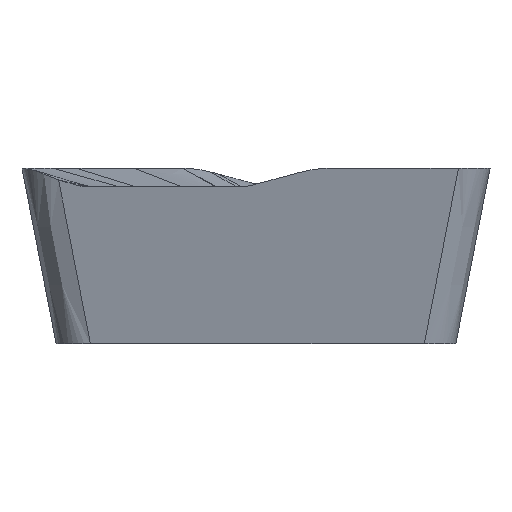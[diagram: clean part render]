
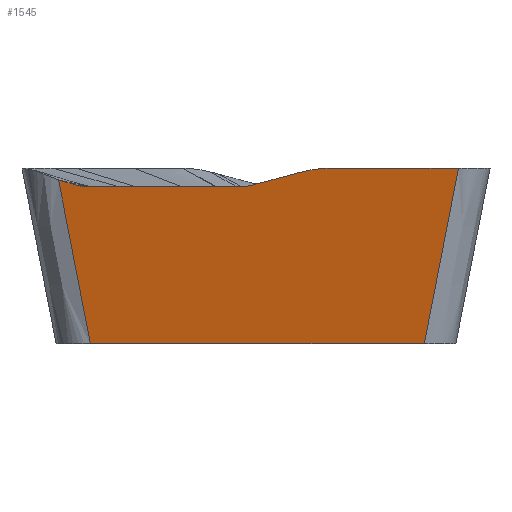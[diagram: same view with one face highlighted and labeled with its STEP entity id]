
A CAD part, left-side view. The second image highlights one B-rep face of the part: STEP entity #1545.
In plain terms, the highlighted planar face has unit normal (-0.979, 0.069, -0.191).
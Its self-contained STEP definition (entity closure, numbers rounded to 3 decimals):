
#366=DIRECTION('',(-0.07,-0.998,0.));
#367=VECTOR('',#366,4.108);
#368=CARTESIAN_POINT('',(-6.751,4.561,-0.5));
#369=LINE('',#368,#367);
#389=CARTESIAN_POINT('',(-6.976,4.577,0.659));
#390=DIRECTION('',(0.979,-0.068,0.191));
#391=DIRECTION('',(0.19,-0.013,-0.982));
#392=AXIS2_PLACEMENT_3D('',#389,#390,#391);
#397=DIRECTION('',(-0.07,-0.998,0.));
#398=VECTOR('',#397,9.084);
#399=CARTESIAN_POINT('',(-5.926,4.495,-4.76));
#400=LINE('',#399,#398);
#404=CARTESIAN_POINT('',(-5.926,4.495,-4.76));
#405=CARTESIAN_POINT('',(-6.194,4.783,-3.278));
#406=CARTESIAN_POINT('',(-6.463,5.071,-1.797));
#407=CARTESIAN_POINT('',(-6.731,5.359,
-0.315));
#412=CARTESIAN_POINT('',(-6.559,-4.568,-4.76));
#413=CARTESIAN_POINT('',(-6.89,-4.876,
-3.173));
#414=CARTESIAN_POINT('',(-7.221,-5.184,
-1.587));
#415=CARTESIAN_POINT('',(-7.552,-5.493,
0.));
#730=DIRECTION('',(0.07,0.998,0.));
#731=VECTOR('',#730,0.609);
#732=CARTESIAN_POINT('',(-7.552,-5.493,
0.));
#733=LINE('',#732,#731);
#744=DIRECTION('',(0.07,0.998,0.));
#745=VECTOR('',#744,1.589);
#746=CARTESIAN_POINT('',(-7.509,-4.886,0.));
#747=LINE('',#746,#745);
#758=DIRECTION('',(0.07,0.998,0.));
#759=VECTOR('',#758,1.308);
#760=CARTESIAN_POINT('',(-7.398,-3.3,0.));
#761=LINE('',#760,#759);
#772=CARTESIAN_POINT('',(-7.307,-1.995,0.));
#773=CARTESIAN_POINT('',(-7.307,-1.992,0.));
#774=CARTESIAN_POINT('',(-7.306,-1.988,
0.));
#775=CARTESIAN_POINT('',(-7.306,-1.984,
0.));
#787=CARTESIAN_POINT('',(-7.306,-1.984,
0.));
#788=CARTESIAN_POINT('',(-7.302,-1.923,
0.));
#789=CARTESIAN_POINT('',(-7.292,-1.796,
-0.005));
#790=CARTESIAN_POINT('',(-7.275,-1.605,
-0.024));
#791=CARTESIAN_POINT('',(-7.255,-1.412,
-0.056));
#792=CARTESIAN_POINT('',(-7.241,-1.285,
-0.085));
#793=CARTESIAN_POINT('',(-7.233,-1.222,
-0.102));
#805=DIRECTION('',(0.117,0.959,-0.258));
#806=VECTOR('',#805,0.216);
#807=CARTESIAN_POINT('',(-7.233,-1.222,
-0.102));
#808=LINE('',#807,#806);
#819=DIRECTION('',(0.117,0.959,-0.258));
#820=VECTOR('',#819,0.837);
#821=CARTESIAN_POINT('',(-7.208,-1.015,
-0.158));
#822=LINE('',#821,#820);
#833=DIRECTION('',(0.117,0.959,-0.258));
#834=VECTOR('',#833,0.284);
#835=CARTESIAN_POINT('',(-7.109,-0.212,
-0.375));
#836=LINE('',#835,#834);
#847=CARTESIAN_POINT('',(-7.076,0.06,
-0.448));
#848=CARTESIAN_POINT('',(-7.071,0.102,
-0.459));
#849=CARTESIAN_POINT('',(-7.061,0.187,
-0.478));
#850=CARTESIAN_POINT('',(-7.048,0.322,
-0.496));
#851=CARTESIAN_POINT('',(-7.041,0.415,
-0.5));
#852=CARTESIAN_POINT('',(-7.038,0.463,-0.5));
#1199=CARTESIAN_POINT('',(-6.731,5.359,
-0.315));
#1218=CARTESIAN_POINT('',(-6.738,4.847,
-0.465));
#1219=CARTESIAN_POINT('',(-6.737,4.904,
-0.451));
#1220=CARTESIAN_POINT('',(-6.734,5.019,
-0.421));
#1221=CARTESIAN_POINT('',(-6.732,5.19,
-0.371));
#1222=CARTESIAN_POINT('',(-6.732,5.302,
-0.334));
#1223=CARTESIAN_POINT('',(-6.731,5.359,
-0.315));
#1304=CARTESIAN_POINT('',(-6.751,4.561,-0.5));
#1305=CARTESIAN_POINT('',(-7.038,0.463,-0.5));
#1306=VERTEX_POINT('',#1304);
#1307=VERTEX_POINT('',#1305);
#1335=VERTEX_POINT('',#1199);
#1336=VERTEX_POINT('',#1218);
#1347=CARTESIAN_POINT('',(-7.552,-5.493,
0.));
#1348=VERTEX_POINT('',#1347);
#1349=CARTESIAN_POINT('',(-7.509,-4.886,0.));
#1350=VERTEX_POINT('',#1349);
#1351=CARTESIAN_POINT('',(-7.398,-3.3,0.));
#1352=VERTEX_POINT('',#1351);
#1353=CARTESIAN_POINT('',(-7.307,-1.995,0.));
#1354=VERTEX_POINT('',#1353);
#1355=VERTEX_POINT('',#775);
#1356=VERTEX_POINT('',#793);
#1357=CARTESIAN_POINT('',(-7.208,-1.015,
-0.158));
#1358=VERTEX_POINT('',#1357);
#1359=CARTESIAN_POINT('',(-7.109,-0.212,
-0.375));
#1360=VERTEX_POINT('',#1359);
#1361=CARTESIAN_POINT('',(-7.076,0.06,
-0.448));
#1362=VERTEX_POINT('',#1361);
#1375=CARTESIAN_POINT('',(-5.926,4.495,-4.76));
#1376=CARTESIAN_POINT('',(-6.559,-4.568,-4.76));
#1377=VERTEX_POINT('',#1375);
#1378=VERTEX_POINT('',#1376);
#1510=CARTESIAN_POINT('',(-6.645,7.467,
0.));
#1511=DIRECTION('',(-0.979,0.068,-0.191));
#1512=DIRECTION('',(-0.07,-0.998,0.));
#1513=AXIS2_PLACEMENT_3D('',#1510,#1511,#1512);
#1514=PLANE('',#1513);
#1516=ORIENTED_EDGE('',*,*,#1515,.F.);
#1518=ORIENTED_EDGE('',*,*,#1517,.T.);
#1520=ORIENTED_EDGE('',*,*,#1519,.F.);
#1521=ORIENTED_EDGE('',*,*,#1502,.F.);
#1522=ORIENTED_EDGE('',*,*,#1462,.T.);
#1524=ORIENTED_EDGE('',*,*,#1523,.F.);
#1526=ORIENTED_EDGE('',*,*,#1525,.F.);
#1528=ORIENTED_EDGE('',*,*,#1527,.F.);
#1530=ORIENTED_EDGE('',*,*,#1529,.F.);
#1532=ORIENTED_EDGE('',*,*,#1531,.F.);
#1534=ORIENTED_EDGE('',*,*,#1533,.F.);
#1536=ORIENTED_EDGE('',*,*,#1535,.F.);
#1538=ORIENTED_EDGE('',*,*,#1537,.F.);
#1540=ORIENTED_EDGE('',*,*,#1539,.F.);
#1542=ORIENTED_EDGE('',*,*,#1541,.F.);
#1543=EDGE_LOOP('',(#1516,#1518,#1520,#1521,#1522,#1524,#1526,#1528,#1530,#1532,
#1534,#1536,#1538,#1540,#1542));
#1544=FACE_OUTER_BOUND('',#1543,.F.);
#393=CIRCLE('',#392,1.181);
#408=B_SPLINE_CURVE_WITH_KNOTS('',3,(#404,#405,#406,#407),.UNSPECIFIED.,.F.,.F.,
(4,4),(0.,1.),.UNSPECIFIED.);
#416=B_SPLINE_CURVE_WITH_KNOTS('',3,(#412,#413,#414,#415),.UNSPECIFIED.,.F.,.F.,
(4,4),(0.,1.),.UNSPECIFIED.);
#776=B_SPLINE_CURVE_WITH_KNOTS('',3,(#772,#773,#774,#775),.UNSPECIFIED.,.F.,.F.,
(4,4),(0.,1.),.UNSPECIFIED.);
#794=B_SPLINE_CURVE_WITH_KNOTS('',3,(#787,#788,#789,#790,#791,#792,#793),
.UNSPECIFIED.,.F.,.F.,(4,1,1,1,4),(0.,0.239,0.493,
0.746,1.),.UNSPECIFIED.);
#853=B_SPLINE_CURVE_WITH_KNOTS('',3,(#847,#848,#849,#850,#851,#852),
.UNSPECIFIED.,.F.,.F.,(4,1,1,4),(0.,0.333,0.667,1.),
.UNSPECIFIED.);
#1224=B_SPLINE_CURVE_WITH_KNOTS('',3,(#1218,#1219,#1220,#1221,#1222,#1223),
.UNSPECIFIED.,.F.,.F.,(4,1,1,4),(0.,0.333,0.666,1.),
.UNSPECIFIED.);
#1462=EDGE_CURVE('',#1306,#1307,#369,.T.);
#1502=EDGE_CURVE('',#1306,#1336,#393,.T.);
#1515=EDGE_CURVE('',#1377,#1378,#400,.T.);
#1517=EDGE_CURVE('',#1377,#1335,#408,.T.);
#1519=EDGE_CURVE('',#1336,#1335,#1224,.T.);
#1523=EDGE_CURVE('',#1362,#1307,#853,.T.);
#1525=EDGE_CURVE('',#1360,#1362,#836,.T.);
#1527=EDGE_CURVE('',#1358,#1360,#822,.T.);
#1529=EDGE_CURVE('',#1356,#1358,#808,.T.);
#1531=EDGE_CURVE('',#1355,#1356,#794,.T.);
#1533=EDGE_CURVE('',#1354,#1355,#776,.T.);
#1535=EDGE_CURVE('',#1352,#1354,#761,.T.);
#1537=EDGE_CURVE('',#1350,#1352,#747,.T.);
#1539=EDGE_CURVE('',#1348,#1350,#733,.T.);
#1541=EDGE_CURVE('',#1378,#1348,#416,.T.);
#1545=ADVANCED_FACE('',(#1544),#1514,.T.);
